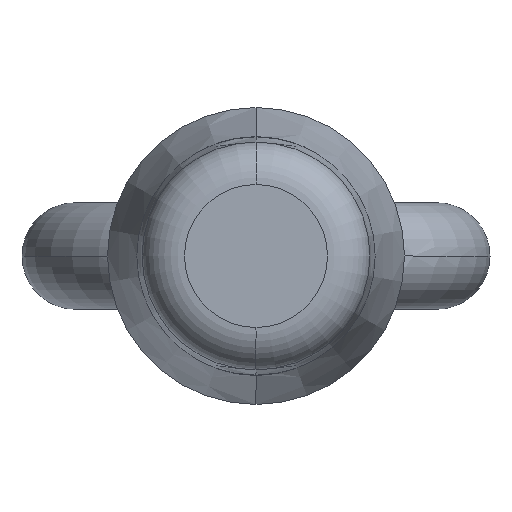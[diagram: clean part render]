
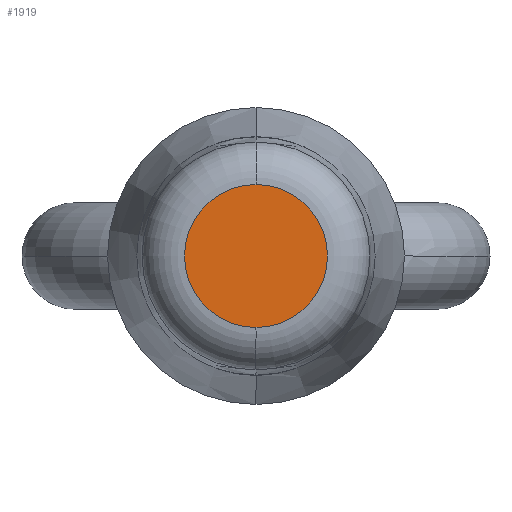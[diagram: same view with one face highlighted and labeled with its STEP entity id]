
A CAD part, front view. The second image highlights one B-rep face of the part: STEP entity #1919.
In plain terms, the highlighted face is planar.
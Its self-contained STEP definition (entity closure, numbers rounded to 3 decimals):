
#120 = CARTESIAN_POINT ( 'NONE',  ( 0., 62.001, 0. ) ) ;
#154 = CARTESIAN_POINT ( 'NONE',  ( 0., 62.001, 8.407 ) ) ;
#177 = AXIS2_PLACEMENT_3D ( 'NONE', #120, #308, #2731 ) ;
#308 = DIRECTION ( 'NONE',  ( 0., 1., 0. ) ) ;
#353 = EDGE_CURVE ( 'NONE', #1449, #666, #2730, .T. ) ;
#357 = CARTESIAN_POINT ( 'NONE',  ( 0., 62.001, 0. ) ) ;
#409 = ORIENTED_EDGE ( 'NONE', *, *, #353, .T. ) ;
#447 = FACE_OUTER_BOUND ( 'NONE', #2153, .T. ) ;
#605 = DIRECTION ( 'NONE',  ( 0., 1., 0. ) ) ;
#666 = VERTEX_POINT ( 'NONE', #154 ) ;
#760 = CARTESIAN_POINT ( 'NONE',  ( 0., 62.001, 13. ) ) ;
#1251 = PLANE ( 'NONE',  #2824 ) ;
#1449 = VERTEX_POINT ( 'NONE', #2919 ) ;
#1461 = DIRECTION ( 'NONE',  ( 0., 1., 0. ) ) ;
#1676 = AXIS2_PLACEMENT_3D ( 'NONE', #357, #605, #2043 ) ;
#1729 = ORIENTED_EDGE ( 'NONE', *, *, #1921, .T. ) ;
#1919 = ADVANCED_FACE ( 'NONE', ( #447 ), #1251, .T. ) ;
#1921 = EDGE_CURVE ( 'NONE', #666, #1449, #1976, .T. ) ;
#1953 = DIRECTION ( 'NONE',  ( 0., 0., 1. ) ) ;
#1976 = CIRCLE ( 'NONE', #177, 8.407 ) ;
#2043 = DIRECTION ( 'NONE',  ( 0., 0., 1. ) ) ;
#2153 = EDGE_LOOP ( 'NONE', ( #1729, #409 ) ) ;
#2730 = CIRCLE ( 'NONE', #1676, 8.407 ) ;
#2731 = DIRECTION ( 'NONE',  ( 0., 0., 1. ) ) ;
#2824 = AXIS2_PLACEMENT_3D ( 'NONE', #760, #1461, #1953 ) ;
#2919 = CARTESIAN_POINT ( 'NONE',  ( 0., 62.001, -8.407 ) ) ;
